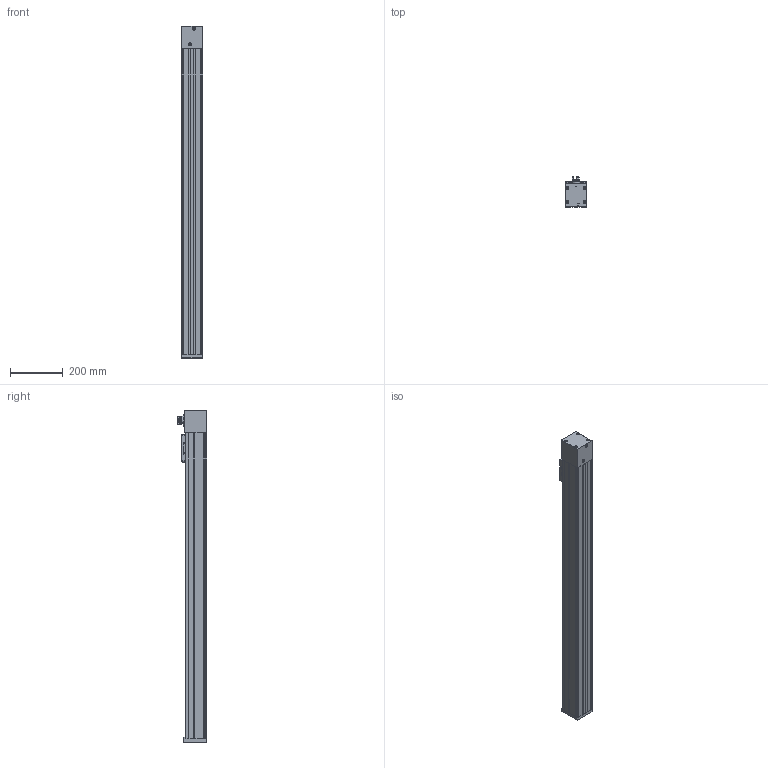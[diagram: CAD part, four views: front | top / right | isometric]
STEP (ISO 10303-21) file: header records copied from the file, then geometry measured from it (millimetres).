
FILE_DESCRIPTION( ( 'STEP AP214' ), '1' );
FILE_NAME( '8062791_ELGC-TB-KF-80-1000.stp', '2019-10-24T01:41:15', ( '' ), ( '' ), ' ', 'PARTsolutions', ' ' );
FILE_SCHEMA( ( 'AUTOMOTIVE_DESIGN { 1 0 10303 214 1 1 1 1 }' ) );
Length unit declared in the file: millimetre
Products named in the file (6): 8062791 ELGC-TB-KF-80-1000---(0); HI_8058610 ELGC-TB-KF-80-1000---(h); HI_2775781 G1/8A; HI_8058610 ELGC-TB-KF-80(s); _4827313 EAMC-30-GS16-D12x10-A(elgc); _DIN-912 - M4x12(F)
Assembly tree (5 placements, depth 2):
  8062791 ELGC-TB-KF-80-1000---(0)
    HI_8058610 ELGC-TB-KF-80-1000---(h)
    HI_2775781 G1/8A
    HI_8058610 ELGC-TB-KF-80(s)
    _4827313 EAMC-30-GS16-D12x10-A(elgc)
    _DIN-912 - M4x12(F)
Bounding box: 80 x 111.9 x 1260 mm (x, y, z)
Volume: 6076481.3 mm3; surface area: 768487.9 mm2
Topology: 5 solids, 5 shells, 761 faces, 1927 edges, 1251 vertices
Faces by surface type: plane 369, cylinder 322, cone 45, torus 25
Full cylindrical faces by diameter (mm): 3.242 x10, 4 x3, 4.917 x8, 7 x3, 7.4 x1, 7.8 x1, 8.4 x2, 8.5 x8, 8.566 x1, 9.4 x2, 9.728 x2, 10 x3, 10.1 x4, 10.7 x4, 11 x1, 12 x3, 25 x1, 32 x1
Entity records: 28880 total; most frequent: CARTESIAN_POINT 4186, DIRECTION 4028, ORIENTED_EDGE 3618, EDGE_CURVE 1809, AXIS2_PLACEMENT_3D 1502, VERTEX_POINT 1246, LINE 1024, VECTOR 1024
